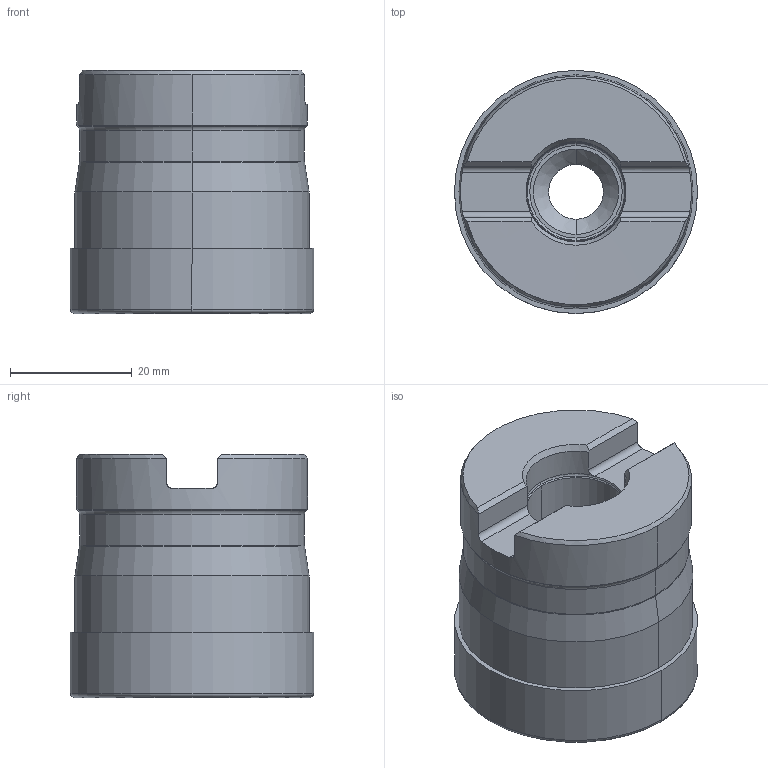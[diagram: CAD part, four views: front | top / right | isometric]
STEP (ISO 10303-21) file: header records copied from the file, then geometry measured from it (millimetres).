
FILE_DESCRIPTION((''),'2;1');
FILE_NAME('DEX','2022-10-28T07:33:14',('klausa'),(''),'CREO PARAMETRIC BY PTC INC, 2021184','CREO PARAMETRIC BY PTC INC, 2021184','');
FILE_SCHEMA(('AP242_MANAGED_MODEL_BASED_3D_ENGINEERING_MIM_LF { 1 0 10303 442 1 1 4 }'));
Length unit declared in the file: millimetre
Products named in the file (1): DEX
Bounding box: 40 x 40 x 40 mm (x, y, z)
Volume: 38179.5 mm3; surface area: 8775.7 mm2
Topology: 1 solids, 1 shells, 82 faces, 189 edges, 112 vertices
Faces by surface type: cone 26, cylinder 24, torus 18, plane 14
Entity records: 3311 total; most frequent: CARTESIAN_POINT 622, DIRECTION 439, ORIENTED_EDGE 368, PRESENTATION_STYLE_ASSIGNMENT 203, STYLED_ITEM 193, CURVE_STYLE 192, AXIS2_PLACEMENT_3D 189, EDGE_CURVE 184
